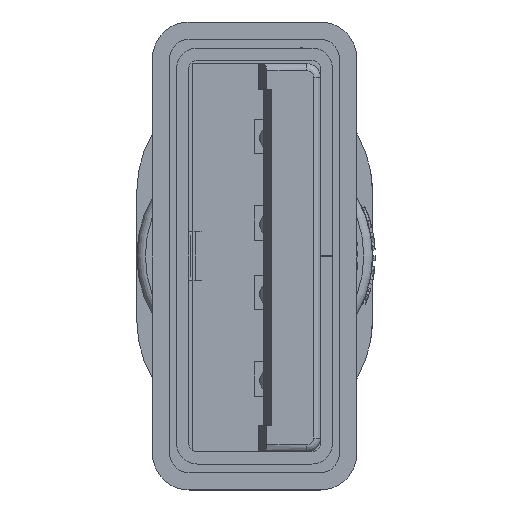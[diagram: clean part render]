
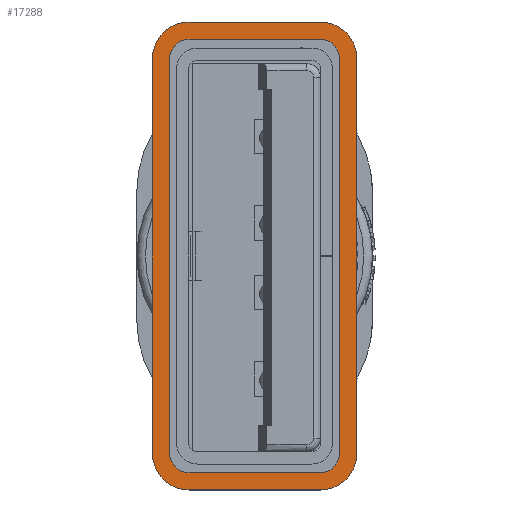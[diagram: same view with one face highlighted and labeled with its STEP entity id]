
A CAD part, left-side view. The second image highlights one B-rep face of the part: STEP entity #17288.
In plain terms, the highlighted face is planar.
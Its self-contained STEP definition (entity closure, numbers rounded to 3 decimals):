
#411 = CARTESIAN_POINT ( 'NONE',  ( -5.69, -2.45, 0. ) ) ;
#811 = CARTESIAN_POINT ( 'NONE',  ( 5.69, 1.89, 0. ) ) ;
#1467 = VERTEX_POINT ( 'NONE', #13546 ) ;
#1740 = DIRECTION ( 'NONE',  ( -1., 0., 0. ) ) ;
#1846 = DIRECTION ( 'NONE',  ( 0., 0., 1. ) ) ;
#2109 = CIRCLE ( 'NONE', #12434, 1.06 ) ;
#2152 = CARTESIAN_POINT ( 'NONE',  ( -5.69, 2.45, 0. ) ) ;
#2260 = ORIENTED_EDGE ( 'NONE', *, *, #9914, .T. ) ;
#2628 = LINE ( 'NONE', #37720, #38743 ) ;
#2764 = ORIENTED_EDGE ( 'NONE', *, *, #41814, .T. ) ;
#2870 = VERTEX_POINT ( 'NONE', #41062 ) ;
#3062 = CARTESIAN_POINT ( 'NONE',  ( -5.69, 1.89, 0. ) ) ;
#4146 = VERTEX_POINT ( 'NONE', #40430 ) ;
#4377 = PLANE ( 'NONE',  #43047 ) ;
#4639 = DIRECTION ( 'NONE',  ( 0., 0., 1. ) ) ;
#4805 = CARTESIAN_POINT ( 'NONE',  ( 5.69, 1.89, 0. ) ) ;
#5110 = AXIS2_PLACEMENT_3D ( 'NONE', #15279, #39754, #36099 ) ;
#6128 = DIRECTION ( 'NONE',  ( 0., 0., 1. ) ) ;
#8285 = DIRECTION ( 'NONE',  ( -1., 0., 0. ) ) ;
#8289 = LINE ( 'NONE', #31636, #34533 ) ;
#8445 = AXIS2_PLACEMENT_3D ( 'NONE', #33509, #1846, #12676 ) ;
#8609 = ORIENTED_EDGE ( 'NONE', *, *, #28256, .T. ) ;
#8800 = VERTEX_POINT ( 'NONE', #19815 ) ;
#9048 = DIRECTION ( 'NONE',  ( 0., 0., 1. ) ) ;
#9599 = VERTEX_POINT ( 'NONE', #27996 ) ;
#9617 = EDGE_CURVE ( 'NONE', #30211, #1467, #42957, .T. ) ;
#9914 = EDGE_CURVE ( 'NONE', #35901, #16538, #36934, .T. ) ;
#10768 = EDGE_CURVE ( 'NONE', #24281, #18232, #22649, .T. ) ;
#11492 = ORIENTED_EDGE ( 'NONE', *, *, #30117, .F. ) ;
#11618 = VECTOR ( 'NONE', #24894, 1000. ) ;
#11790 = DIRECTION ( 'NONE',  ( 0., 0., 1. ) ) ;
#11892 = CARTESIAN_POINT ( 'NONE',  ( 6.25, 1.89, 0. ) ) ;
#12023 = ORIENTED_EDGE ( 'NONE', *, *, #27936, .T. ) ;
#12028 = CIRCLE ( 'NONE', #29647, 1.06 ) ;
#12223 = DIRECTION ( 'NONE',  ( 1., 0., 0. ) ) ;
#12421 = ORIENTED_EDGE ( 'NONE', *, *, #25757, .F. ) ;
#12434 = AXIS2_PLACEMENT_3D ( 'NONE', #12579, #33708, #26092 ) ;
#12579 = CARTESIAN_POINT ( 'NONE',  ( -5.69, -1.89, 0. ) ) ;
#12676 = DIRECTION ( 'NONE',  ( 1., 0., 0. ) ) ;
#12746 = ORIENTED_EDGE ( 'NONE', *, *, #36224, .T. ) ;
#12961 = CARTESIAN_POINT ( 'NONE',  ( -6.25, -1.89, 0. ) ) ;
#13304 = EDGE_CURVE ( 'NONE', #2870, #24281, #24672, .T. ) ;
#13546 = CARTESIAN_POINT ( 'NONE',  ( 6.75, 1.89, 0. ) ) ;
#14332 = LINE ( 'NONE', #411, #11618 ) ;
#14333 = DIRECTION ( 'NONE',  ( 0., -1., 0. ) ) ;
#14355 = CARTESIAN_POINT ( 'NONE',  ( 6.75, 1.89, 0. ) ) ;
#15260 = CARTESIAN_POINT ( 'NONE',  ( 5.69, 2.45, 0. ) ) ;
#15279 = CARTESIAN_POINT ( 'NONE',  ( -5.69, -1.89, 0. ) ) ;
#15338 = VECTOR ( 'NONE', #22014, 1000. ) ;
#15648 = CARTESIAN_POINT ( 'NONE',  ( 6.25, 1.89, 0. ) ) ;
#15923 = VERTEX_POINT ( 'NONE', #18487 ) ;
#16538 = VERTEX_POINT ( 'NONE', #41951 ) ;
#16812 = ORIENTED_EDGE ( 'NONE', *, *, #9617, .T. ) ;
#17288 = ADVANCED_FACE ( 'NONE', ( #29697, #28576 ), #4377, .F. ) ;
#17682 = ORIENTED_EDGE ( 'NONE', *, *, #26951, .T. ) ;
#17835 = CARTESIAN_POINT ( 'NONE',  ( 5.69, -2.45, 0. ) ) ;
#18232 = VERTEX_POINT ( 'NONE', #15260 ) ;
#18487 = CARTESIAN_POINT ( 'NONE',  ( -6.75, 1.89, 0. ) ) ;
#18766 = ORIENTED_EDGE ( 'NONE', *, *, #20296, .T. ) ;
#19325 = EDGE_LOOP ( 'NONE', ( #12746, #12023, #17682, #8609, #2764, #2260, #18766, #16812 ) ) ;
#19337 = DIRECTION ( 'NONE',  ( 0., 0., 1. ) ) ;
#19815 = CARTESIAN_POINT ( 'NONE',  ( -5.69, -2.45, 0. ) ) ;
#20004 = VECTOR ( 'NONE', #32255, 1000. ) ;
#20064 = DIRECTION ( 'NONE',  ( 1., 0., 0. ) ) ;
#20162 = LINE ( 'NONE', #22591, #44726 ) ;
#20296 = EDGE_CURVE ( 'NONE', #16538, #30211, #37629, .T. ) ;
#21467 = VERTEX_POINT ( 'NONE', #22099 ) ;
#22014 = DIRECTION ( 'NONE',  ( 0., 1., 0. ) ) ;
#22099 = CARTESIAN_POINT ( 'NONE',  ( 5.69, 2.95, 0. ) ) ;
#22591 = CARTESIAN_POINT ( 'NONE',  ( -5.69, 2.95, 0. ) ) ;
#22649 = CIRCLE ( 'NONE', #41782, 0.56 ) ;
#22732 = VECTOR ( 'NONE', #33612, 1000. ) ;
#22941 = CIRCLE ( 'NONE', #29320, 1.06 ) ;
#24110 = VERTEX_POINT ( 'NONE', #2152 ) ;
#24244 = CARTESIAN_POINT ( 'NONE',  ( -5.69, -2.95, 0. ) ) ;
#24281 = VERTEX_POINT ( 'NONE', #15648 ) ;
#24382 = CARTESIAN_POINT ( 'NONE',  ( -6.75, 1.89, 0. ) ) ;
#24672 = LINE ( 'NONE', #11892, #15338 ) ;
#24894 = DIRECTION ( 'NONE',  ( 1., 0., 0. ) ) ;
#25333 = DIRECTION ( 'NONE',  ( -1., 0., 0. ) ) ;
#25757 = EDGE_CURVE ( 'NONE', #4146, #42448, #8289, .T. ) ;
#26092 = DIRECTION ( 'NONE',  ( 1., 0., 0. ) ) ;
#26109 = CIRCLE ( 'NONE', #34021, 0.56 ) ;
#26851 = VERTEX_POINT ( 'NONE', #39927 ) ;
#26951 = EDGE_CURVE ( 'NONE', #9599, #15923, #12028, .T. ) ;
#26964 = CARTESIAN_POINT ( 'NONE',  ( 5.69, -1.89, 0. ) ) ;
#27680 = EDGE_CURVE ( 'NONE', #18232, #24110, #2628, .T. ) ;
#27936 = EDGE_CURVE ( 'NONE', #21467, #9599, #20162, .T. ) ;
#27996 = CARTESIAN_POINT ( 'NONE',  ( -5.69, 2.95, 0. ) ) ;
#28256 = EDGE_CURVE ( 'NONE', #15923, #26851, #30014, .T. ) ;
#28576 = FACE_OUTER_BOUND ( 'NONE', #19325, .T. ) ;
#28782 = EDGE_CURVE ( 'NONE', #30718, #2870, #26109, .T. ) ;
#29095 = CARTESIAN_POINT ( 'NONE',  ( 6.75, -1.89, 0. ) ) ;
#29157 = CARTESIAN_POINT ( 'NONE',  ( 5.69, 1.89, 0. ) ) ;
#29320 = AXIS2_PLACEMENT_3D ( 'NONE', #4805, #19337, #1740 ) ;
#29647 = AXIS2_PLACEMENT_3D ( 'NONE', #3062, #9048, #33517 ) ;
#29697 = FACE_BOUND ( 'NONE', #31684, .T. ) ;
#30014 = LINE ( 'NONE', #24382, #33800 ) ;
#30117 = EDGE_CURVE ( 'NONE', #42448, #8800, #36401, .T. ) ;
#30211 = VERTEX_POINT ( 'NONE', #29095 ) ;
#30718 = VERTEX_POINT ( 'NONE', #17835 ) ;
#31636 = CARTESIAN_POINT ( 'NONE',  ( -6.25, 1.89, 0. ) ) ;
#31684 = EDGE_LOOP ( 'NONE', ( #45346, #11492, #12421, #40510, #38199, #39666, #43881, #39891 ) ) ;
#32027 = AXIS2_PLACEMENT_3D ( 'NONE', #33208, #11790, #12223 ) ;
#32255 = DIRECTION ( 'NONE',  ( 0., 1., 0. ) ) ;
#33208 = CARTESIAN_POINT ( 'NONE',  ( 5.69, -1.89, 0. ) ) ;
#33509 = CARTESIAN_POINT ( 'NONE',  ( -5.69, 1.89, 0. ) ) ;
#33517 = DIRECTION ( 'NONE',  ( 1., 0., 0. ) ) ;
#33612 = DIRECTION ( 'NONE',  ( 1., 0., 0. ) ) ;
#33708 = DIRECTION ( 'NONE',  ( 0., 0., 1. ) ) ;
#33800 = VECTOR ( 'NONE', #34909, 1000. ) ;
#33908 = CARTESIAN_POINT ( 'NONE',  ( -5.69, -2.95, 0. ) ) ;
#34021 = AXIS2_PLACEMENT_3D ( 'NONE', #26964, #6128, #20064 ) ;
#34533 = VECTOR ( 'NONE', #14333, 1000. ) ;
#34909 = DIRECTION ( 'NONE',  ( 0., -1., 0. ) ) ;
#34995 = EDGE_CURVE ( 'NONE', #24110, #4146, #43823, .T. ) ;
#35901 = VERTEX_POINT ( 'NONE', #24244 ) ;
#36099 = DIRECTION ( 'NONE',  ( 1., 0., 0. ) ) ;
#36224 = EDGE_CURVE ( 'NONE', #1467, #21467, #22941, .T. ) ;
#36401 = CIRCLE ( 'NONE', #5110, 0.56 ) ;
#36934 = LINE ( 'NONE', #33908, #22732 ) ;
#37629 = CIRCLE ( 'NONE', #32027, 1.06 ) ;
#37720 = CARTESIAN_POINT ( 'NONE',  ( -5.69, 2.45, 0. ) ) ;
#38199 = ORIENTED_EDGE ( 'NONE', *, *, #27680, .F. ) ;
#38626 = EDGE_CURVE ( 'NONE', #8800, #30718, #14332, .T. ) ;
#38743 = VECTOR ( 'NONE', #38782, 1000. ) ;
#38782 = DIRECTION ( 'NONE',  ( -1., 0., 0. ) ) ;
#39666 = ORIENTED_EDGE ( 'NONE', *, *, #10768, .F. ) ;
#39754 = DIRECTION ( 'NONE',  ( 0., 0., 1. ) ) ;
#39891 = ORIENTED_EDGE ( 'NONE', *, *, #28782, .F. ) ;
#39927 = CARTESIAN_POINT ( 'NONE',  ( -6.75, -1.89, 0. ) ) ;
#39993 = DIRECTION ( 'NONE',  ( -1., 0., 0. ) ) ;
#40430 = CARTESIAN_POINT ( 'NONE',  ( -6.25, 1.89, 0. ) ) ;
#40510 = ORIENTED_EDGE ( 'NONE', *, *, #34995, .F. ) ;
#41062 = CARTESIAN_POINT ( 'NONE',  ( 6.25, -1.89, 0. ) ) ;
#41782 = AXIS2_PLACEMENT_3D ( 'NONE', #811, #4639, #8285 ) ;
#41814 = EDGE_CURVE ( 'NONE', #26851, #35901, #2109, .T. ) ;
#41951 = CARTESIAN_POINT ( 'NONE',  ( 5.69, -2.95, 0. ) ) ;
#42424 = DIRECTION ( 'NONE',  ( 0., 0., -1. ) ) ;
#42448 = VERTEX_POINT ( 'NONE', #12961 ) ;
#42957 = LINE ( 'NONE', #14355, #20004 ) ;
#43047 = AXIS2_PLACEMENT_3D ( 'NONE', #29157, #42424, #25333 ) ;
#43823 = CIRCLE ( 'NONE', #8445, 0.56 ) ;
#43881 = ORIENTED_EDGE ( 'NONE', *, *, #13304, .F. ) ;
#44726 = VECTOR ( 'NONE', #39993, 1000. ) ;
#45346 = ORIENTED_EDGE ( 'NONE', *, *, #38626, .F. ) ;
